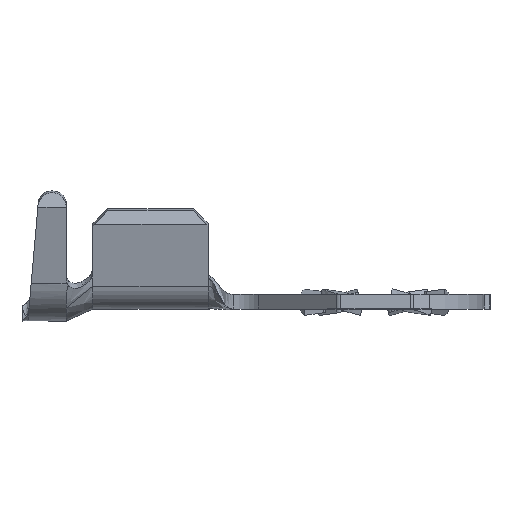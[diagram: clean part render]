
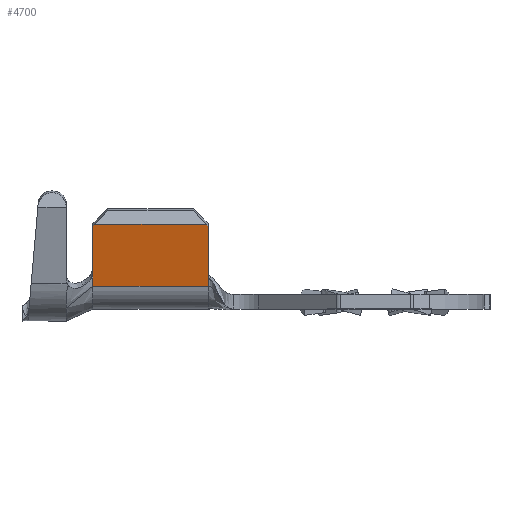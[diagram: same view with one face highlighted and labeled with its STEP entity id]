
A CAD part, top view. The second image highlights one B-rep face of the part: STEP entity #4700.
In plain terms, the highlighted planar face has unit normal (0, -0.222, 0.975).
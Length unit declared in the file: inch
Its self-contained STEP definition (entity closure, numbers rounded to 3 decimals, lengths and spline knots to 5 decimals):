
#163 = DIRECTION ( 'NONE',  ( 0., -0.222, 0.975 ) ) ;
#379 = EDGE_CURVE ( 'NONE', #7686, #2003, #4496, .T. ) ;
#633 = EDGE_CURVE ( 'NONE', #8650, #2003, #10009, .T. ) ;
#749 = EDGE_CURVE ( 'NONE', #7686, #3510, #8357, .T. ) ;
#911 = CARTESIAN_POINT ( 'NONE',  ( -0.477, 0.03891, 0.04876 ) ) ;
#1013 = ORIENTED_EDGE ( 'NONE', *, *, #1109, .T. ) ;
#1090 = CARTESIAN_POINT ( 'NONE',  ( -0.477, 0.14335, 0.0725 ) ) ;
#1109 = EDGE_CURVE ( 'NONE', #7170, #8902, #8226, .T. ) ;
#1446 = EDGE_CURVE ( 'NONE', #8846, #9275, #5720, .T. ) ;
#1604 = DIRECTION ( 'NONE',  ( -0.707, 0.69, 0.157 ) ) ;
#1656 = CARTESIAN_POINT ( 'NONE',  ( -0.477, 0.03891, 0.04876 ) ) ;
#1665 = CARTESIAN_POINT ( 'NONE',  ( -0.282, 0.04294, 0.04967 ) ) ;
#1675 = CARTESIAN_POINT ( 'NONE',  ( -0.47365, 0.14335, 0.0725 ) ) ;
#1677 = VECTOR ( 'NONE', #6519, 39.37008 ) ;
#1846 = ORIENTED_EDGE ( 'NONE', *, *, #633, .T. ) ;
#1974 = VECTOR ( 'NONE', #1604, 39.37008 ) ;
#2003 = VERTEX_POINT ( 'NONE', #5167 ) ;
#2346 = VECTOR ( 'NONE', #9808, 39.37008 ) ;
#2417 = CARTESIAN_POINT ( 'NONE',  ( -0.52887, 0.0895, 0.06026 ) ) ;
#2698 = CARTESIAN_POINT ( 'NONE',  ( -0.477, 0.14008, 0.07176 ) ) ;
#2815 = CARTESIAN_POINT ( 'NONE',  ( -0.477, 0.03891, 0.04876 ) ) ;
#2823 = LINE ( 'NONE', #1090, #8686 ) ;
#3112 = ORIENTED_EDGE ( 'NONE', *, *, #1446, .T. ) ;
#3140 = ORIENTED_EDGE ( 'NONE', *, *, #6265, .T. ) ;
#3195 = CARTESIAN_POINT ( 'NONE',  ( -0.282, 0.05098, 0.0515 ) ) ;
#3302 = EDGE_CURVE ( 'NONE', #7751, #7170, #8314, .T. ) ;
#3463 = EDGE_CURVE ( 'NONE', #8846, #3510, #2823, .T. ) ;
#3510 = VERTEX_POINT ( 'NONE', #10037 ) ;
#3599 = VECTOR ( 'NONE', #8023, 39.37008 ) ;
#3962 = VECTOR ( 'NONE', #6965, 39.37008 ) ;
#4050 = CARTESIAN_POINT ( 'NONE',  ( -0.282, 0.05098, 0.0515 ) ) ;
#4137 = CARTESIAN_POINT ( 'NONE',  ( -0.477, 0.03891, 0.04876 ) ) ;
#4300 = EDGE_LOOP ( 'NONE', ( #8030, #3112, #3140, #5685, #1013, #4512, #1846, #6918, #10145 ) ) ;
#4496 = LINE ( 'NONE', #6612, #2346 ) ;
#4512 = ORIENTED_EDGE ( 'NONE', *, *, #6667, .F. ) ;
#4673 = FACE_OUTER_BOUND ( 'NONE', #4300, .T. ) ;
#4700 = ADVANCED_FACE ( 'NONE', ( #4673 ), #9715, .T. ) ;
#4866 = CARTESIAN_POINT ( 'NONE',  ( -0.282, 0.04696, 0.05059 ) ) ;
#5167 = CARTESIAN_POINT ( 'NONE',  ( -0.282, 0.05412, 0.05221 ) ) ;
#5421 = AXIS2_PLACEMENT_3D ( 'NONE', #4137, #163, #5753 ) ;
#5685 = ORIENTED_EDGE ( 'NONE', *, *, #3302, .T. ) ;
#5720 = LINE ( 'NONE', #2417, #3599 ) ;
#5753 = DIRECTION ( 'NONE',  ( 0., -0.975, -0.222 ) ) ;
#5871 = CARTESIAN_POINT ( 'NONE',  ( -0.282, 0.05098, 0.0515 ) ) ;
#6025 = DIRECTION ( 'NONE',  ( 0., -0.975, -0.222 ) ) ;
#6265 = EDGE_CURVE ( 'NONE', #9275, #7751, #7493, .T. ) ;
#6384 = CARTESIAN_POINT ( 'NONE',  ( -0.282, 0.05308, 0.05198 ) ) ;
#6519 = DIRECTION ( 'NONE',  ( 0., -0.975, -0.222 ) ) ;
#6612 = CARTESIAN_POINT ( 'NONE',  ( -0.282, 0.03891, 0.04876 ) ) ;
#6667 = EDGE_CURVE ( 'NONE', #8650, #8902, #8074, .T. ) ;
#6918 = ORIENTED_EDGE ( 'NONE', *, *, #379, .F. ) ;
#6965 = DIRECTION ( 'NONE',  ( 1., 0., 0. ) ) ;
#7170 = VERTEX_POINT ( 'NONE', #1656 ) ;
#7232 = VECTOR ( 'NONE', #6025, 39.37008 ) ;
#7281 = CARTESIAN_POINT ( 'NONE',  ( -0.282, 0.03891, 0.04876 ) ) ;
#7322 = CARTESIAN_POINT ( 'NONE',  ( -0.282, 0.03891, 0.04876 ) ) ;
#7443 = CARTESIAN_POINT ( 'NONE',  ( -0.282, 0.14008, 0.07176 ) ) ;
#7493 = LINE ( 'NONE', #2815, #7232 ) ;
#7686 = VERTEX_POINT ( 'NONE', #7443 ) ;
#7751 = VERTEX_POINT ( 'NONE', #9944 ) ;
#8008 = CARTESIAN_POINT ( 'NONE',  ( -0.32763, 0.18457, 0.08187 ) ) ;
#8023 = DIRECTION ( 'NONE',  ( -0.707, -0.69, -0.157 ) ) ;
#8030 = ORIENTED_EDGE ( 'NONE', *, *, #3463, .F. ) ;
#8074 = B_SPLINE_CURVE_WITH_KNOTS ( 'NONE', 3,
 ( #4050, #4866, #1665, #7281 ),
 .UNSPECIFIED., .F., .F.,
 ( 4, 4 ),
 ( 0., 1. ),
 .UNSPECIFIED. ) ;
#8226 = LINE ( 'NONE', #8540, #3962 ) ;
#8314 = LINE ( 'NONE', #911, #1677 ) ;
#8357 = LINE ( 'NONE', #8008, #1974 ) ;
#8540 = CARTESIAN_POINT ( 'NONE',  ( -0.477, 0.03891, 0.04876 ) ) ;
#8650 = VERTEX_POINT ( 'NONE', #5871 ) ;
#8686 = VECTOR ( 'NONE', #9901, 39.37008 ) ;
#8755 = CARTESIAN_POINT ( 'NONE',  ( -0.282, 0.05203, 0.05174 ) ) ;
#8791 = CARTESIAN_POINT ( 'NONE',  ( -0.282, 0.05412, 0.05221 ) ) ;
#8846 = VERTEX_POINT ( 'NONE', #1675 ) ;
#8902 = VERTEX_POINT ( 'NONE', #7322 ) ;
#9275 = VERTEX_POINT ( 'NONE', #2698 ) ;
#9715 = PLANE ( 'NONE',  #5421 ) ;
#9808 = DIRECTION ( 'NONE',  ( 0., -0.975, -0.222 ) ) ;
#9901 = DIRECTION ( 'NONE',  ( 1., 0., 0. ) ) ;
#9944 = CARTESIAN_POINT ( 'NONE',  ( -0.477, 0.06305, 0.05424 ) ) ;
#10009 = B_SPLINE_CURVE_WITH_KNOTS ( 'NONE', 3,
 ( #3195, #8755, #6384, #8791 ),
 .UNSPECIFIED., .F., .F.,
 ( 4, 4 ),
 ( 0., 1. ),
 .UNSPECIFIED. ) ;
#10037 = CARTESIAN_POINT ( 'NONE',  ( -0.28535, 0.14335, 0.0725 ) ) ;
#10145 = ORIENTED_EDGE ( 'NONE', *, *, #749, .T. ) ;
